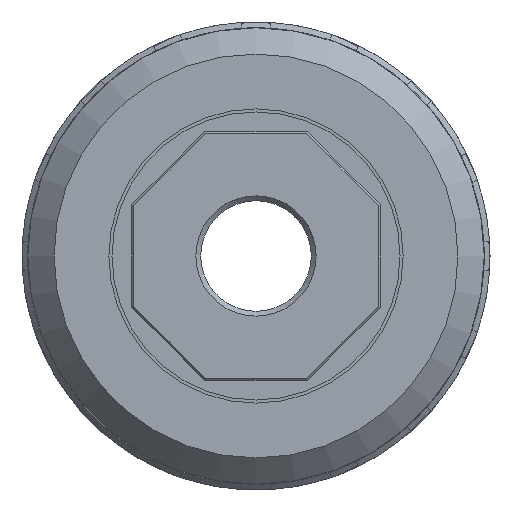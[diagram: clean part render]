
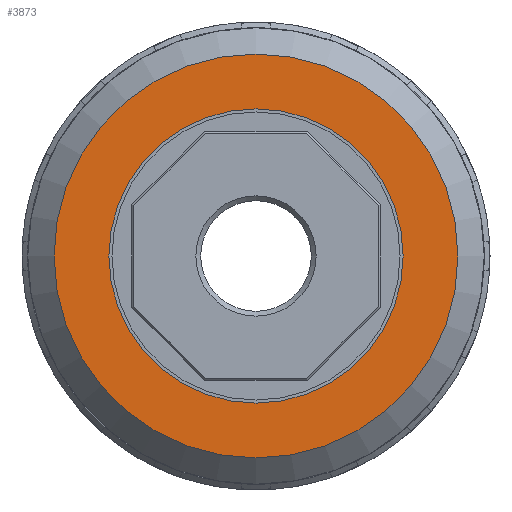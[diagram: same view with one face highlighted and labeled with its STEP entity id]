
A CAD part, front view. The second image highlights one B-rep face of the part: STEP entity #3873.
In plain terms, the highlighted face is planar.
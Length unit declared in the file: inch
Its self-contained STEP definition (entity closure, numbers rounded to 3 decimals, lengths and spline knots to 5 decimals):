
#3839=CARTESIAN_POINT('',(5.01595,-6.16837,21.76945));
#3840=VERTEX_POINT('',#3839);
#3841=CARTESIAN_POINT('',(7.12595,-6.16837,21.76945));
#3842=DIRECTION('',(0.0,0.0,-1.0));
#3843=DIRECTION('',(-1.0,0.0,0.0));
#3844=AXIS2_PLACEMENT_3D('',#3841,#3842,#3843);
#3845=CIRCLE('',#3844,2.11);
#3846=EDGE_CURVE('',#3840,#3840,#3845,.T.);
#3854=CARTESIAN_POINT('',(5.2722,-6.16837,21.76945));
#3855=DIRECTION('',(0.0,0.0,1.0));
#3856=DIRECTION('',(1.0,0.0,0.0));
#3857=AXIS2_PLACEMENT_3D('',#3854,#3855,#3856);
#3858=PLANE('',#3857);
#3859=ORIENTED_EDGE('',*,*,#3846,.F.);
#3860=EDGE_LOOP('',(#3859));
#3861=FACE_OUTER_BOUND('',#3860,.T.);
#3862=CARTESIAN_POINT('',(5.58845,-6.16837,21.76945));
#3863=VERTEX_POINT('',#3862);
#3864=CARTESIAN_POINT('',(7.12595,-6.16837,21.76945));
#3865=DIRECTION('',(0.0,0.0,-1.0));
#3866=DIRECTION('',(-1.0,0.0,0.0));
#3867=AXIS2_PLACEMENT_3D('',#3864,#3865,#3866);
#3868=CIRCLE('',#3867,1.5375);
#3869=EDGE_CURVE('',#3863,#3863,#3868,.T.);
#3870=ORIENTED_EDGE('',*,*,#3869,.T.);
#3871=EDGE_LOOP('',(#3870));
#3872=FACE_BOUND('',#3871,.T.);
#3873=ADVANCED_FACE('',(#3861,#3872),#3858,.T.);
